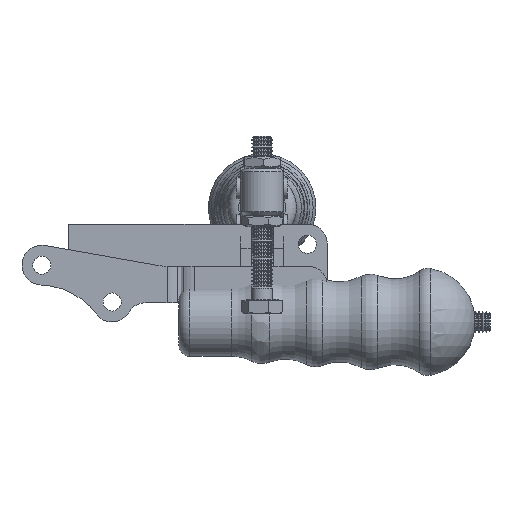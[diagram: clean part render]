
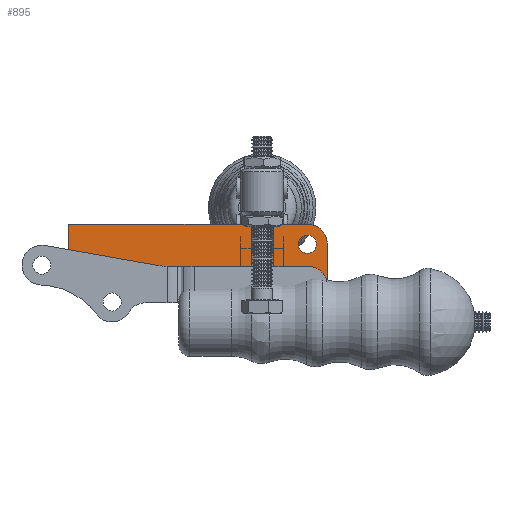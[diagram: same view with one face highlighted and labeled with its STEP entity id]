
A CAD part, front view. The second image highlights one B-rep face of the part: STEP entity #895.
In plain terms, the highlighted planar face has unit normal (0, -1, 0).
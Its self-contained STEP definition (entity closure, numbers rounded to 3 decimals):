
#895 = ADVANCED_FACE( '', ( #2117, #2118, #2119 ), #2120, .F. );
#2117 = FACE_BOUND( '', #3717, .T. );
#2118 = FACE_OUTER_BOUND( '', #3718, .T. );
#2119 = FACE_BOUND( '', #3719, .T. );
#2120 = PLANE( '', #3720 );
#3717 = EDGE_LOOP( '', ( #5902 ) );
#3718 = EDGE_LOOP( '', ( #5903, #5904, #5905, #5906, #5907, #5908, #5909, #5910 ) );
#3719 = EDGE_LOOP( '', ( #5911 ) );
#3720 = AXIS2_PLACEMENT_3D( '', #5912, #5913, #5914 );
#5902 = ORIENTED_EDGE( '', *, *, #8096, .T. );
#5903 = ORIENTED_EDGE( '', *, *, #8097, .F. );
#5904 = ORIENTED_EDGE( '', *, *, #7513, .F. );
#5905 = ORIENTED_EDGE( '', *, *, #7893, .F. );
#5906 = ORIENTED_EDGE( '', *, *, #8098, .F. );
#5907 = ORIENTED_EDGE( '', *, *, #8099, .F. );
#5908 = ORIENTED_EDGE( '', *, *, #7874, .F. );
#5909 = ORIENTED_EDGE( '', *, *, #8100, .F. );
#5910 = ORIENTED_EDGE( '', *, *, #8101, .F. );
#5911 = ORIENTED_EDGE( '', *, *, #8102, .T. );
#5912 = CARTESIAN_POINT( '', ( -5.5, 0., 21.5 ) );
#5913 = DIRECTION( '', ( 0., 1., 0. ) );
#5914 = DIRECTION( '', ( 0., 0., 1. ) );
#7513 = EDGE_CURVE( '', #8611, #8612, #8613, .T. );
#7874 = EDGE_CURVE( '', #9209, #9210, #9211, .T. );
#7893 = EDGE_CURVE( '', #9240, #8611, #9241, .T. );
#8096 = EDGE_CURVE( '', #9554, #9554, #9555, .T. );
#8097 = EDGE_CURVE( '', #8612, #9556, #9557, .T. );
#8098 = EDGE_CURVE( '', #9558, #9240, #9559, .T. );
#8099 = EDGE_CURVE( '', #9210, #9558, #9560, .T. );
#8100 = EDGE_CURVE( '', #9561, #9209, #9562, .T. );
#8101 = EDGE_CURVE( '', #9556, #9561, #9563, .T. );
#8102 = EDGE_CURVE( '', #9564, #9564, #9565, .T. );
#8611 = VERTEX_POINT( '', #10224 );
#8612 = VERTEX_POINT( '', #10225 );
#8613 = CIRCLE( '', #10226, 4. );
#9209 = VERTEX_POINT( '', #10976 );
#9210 = VERTEX_POINT( '', #10977 );
#9211 = CIRCLE( '', #10978, 5.5 );
#9240 = VERTEX_POINT( '', #11013 );
#9241 = LINE( '', #11014, #11015 );
#9554 = VERTEX_POINT( '', #11529 );
#9555 = CIRCLE( '', #11530, 2.525 );
#9556 = VERTEX_POINT( '', #11531 );
#9557 = LINE( '', #11532, #11533 );
#9558 = VERTEX_POINT( '', #11534 );
#9559 = CIRCLE( '', #11535, 5.5 );
#9560 = LINE( '', #11536, #11537 );
#9561 = VERTEX_POINT( '', #11538 );
#9562 = LINE( '', #11539, #11540 );
#9563 = LINE( '', #11541, #11542 );
#9564 = VERTEX_POINT( '', #11543 );
#9565 = CIRCLE( '', #11544, 2.525 );
#10224 = CARTESIAN_POINT( '', ( -20.607, 0., 12.828 ) );
#10225 = CARTESIAN_POINT( '', ( -23.435, 0., 14. ) );
#10226 = AXIS2_PLACEMENT_3D( '', #12514, #12515, #12516 );
#10976 = CARTESIAN_POINT( '', ( -5.5, 0., 27. ) );
#10977 = CARTESIAN_POINT( '', ( 0., 0., 21.5 ) );
#10978 = AXIS2_PLACEMENT_3D( '', #13094, #13095, #13096 );
#11013 = CARTESIAN_POINT( '', ( -9.389, 0., 1.611 ) );
#11014 = CARTESIAN_POINT( '', ( -9.389, 0., 1.611 ) );
#11015 = VECTOR( '', #13121, 1000. );
#11529 = CARTESIAN_POINT( '', ( -2.975, 0., 21.5 ) );
#11530 = AXIS2_PLACEMENT_3D( '', #13395, #13396, #13397 );
#11531 = CARTESIAN_POINT( '', ( -71.5, 0., 14. ) );
#11532 = CARTESIAN_POINT( '', ( -71.5, 0., 14. ) );
#11533 = VECTOR( '', #13398, 1000. );
#11534 = CARTESIAN_POINT( '', ( 0., 0., 5.5 ) );
#11535 = AXIS2_PLACEMENT_3D( '', #13399, #13400, #13401 );
#11536 = CARTESIAN_POINT( '', ( 0., 0., 21.5 ) );
#11537 = VECTOR( '', #13402, 1000. );
#11538 = CARTESIAN_POINT( '', ( -71.5, 0., 27. ) );
#11539 = CARTESIAN_POINT( '', ( -71.5, 0., 27. ) );
#11540 = VECTOR( '', #13403, 1000. );
#11541 = CARTESIAN_POINT( '', ( -71.5, 0., 14. ) );
#11542 = VECTOR( '', #13404, 1000. );
#11543 = CARTESIAN_POINT( '', ( -2.975, 0., 5.5 ) );
#11544 = AXIS2_PLACEMENT_3D( '', #13405, #13406, #13407 );
#12514 = CARTESIAN_POINT( '', ( -23.435, 0., 10. ) );
#12515 = DIRECTION( '', ( 0., -1., 0. ) );
#12516 = DIRECTION( '', ( 1., 0., 0. ) );
#13094 = CARTESIAN_POINT( '', ( -5.5, 0., 21.5 ) );
#13095 = DIRECTION( '', ( 0., 1., 0. ) );
#13096 = DIRECTION( '', ( -1., 0., 0. ) );
#13121 = DIRECTION( '', ( -0.707, 0., 0.707 ) );
#13395 = CARTESIAN_POINT( '', ( -5.5, 0., 21.5 ) );
#13396 = DIRECTION( '', ( 0., 1., 0. ) );
#13397 = DIRECTION( '', ( 1., 0., 0. ) );
#13398 = DIRECTION( '', ( -1., 0., 0. ) );
#13399 = CARTESIAN_POINT( '', ( -5.5, 0., 5.5 ) );
#13400 = DIRECTION( '', ( 0., 1., 0. ) );
#13401 = DIRECTION( '', ( 1., 0., 0. ) );
#13402 = DIRECTION( '', ( 0., 0., -1. ) );
#13403 = DIRECTION( '', ( 1., 0., 0. ) );
#13404 = DIRECTION( '', ( 0., 0., 1. ) );
#13405 = CARTESIAN_POINT( '', ( -5.5, 0., 5.5 ) );
#13406 = DIRECTION( '', ( 0., 1., 0. ) );
#13407 = DIRECTION( '', ( 1., 0., 0. ) );
